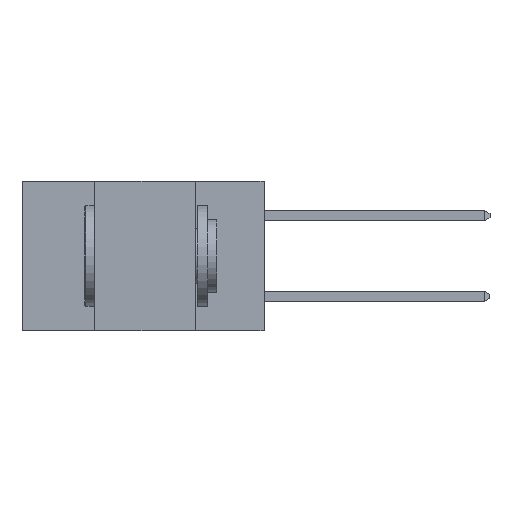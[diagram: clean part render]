
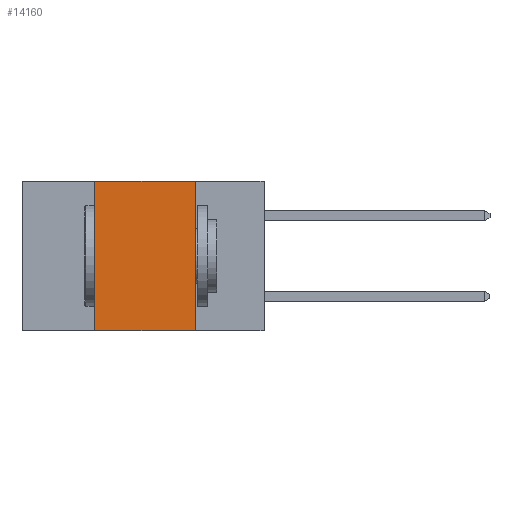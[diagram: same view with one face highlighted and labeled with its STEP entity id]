
A CAD part, left-side view. The second image highlights one B-rep face of the part: STEP entity #14160.
In plain terms, the highlighted planar face has unit normal (-1, 0, 0).
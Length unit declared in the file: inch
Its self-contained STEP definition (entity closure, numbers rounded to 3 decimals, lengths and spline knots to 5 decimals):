
#133 = CARTESIAN_POINT ( 'NONE',  ( 0., 0.42, 0. ) ) ;
#265 = VECTOR ( 'NONE', #9094, 39.37008 ) ;
#2396 = ORIENTED_EDGE ( 'NONE', *, *, #14004, .F. ) ;
#2661 = LINE ( 'NONE', #20586, #11494 ) ;
#2751 = CARTESIAN_POINT ( 'NONE',  ( 0., 0.42, 0. ) ) ;
#4305 = VERTEX_POINT ( 'NONE', #133 ) ;
#5089 = VERTEX_POINT ( 'NONE', #7619 ) ;
#6880 = DIRECTION ( 'NONE',  ( 0., -1., 0. ) ) ;
#7205 = CARTESIAN_POINT ( 'NONE',  ( 0., 0.17, 0. ) ) ;
#7488 = ORIENTED_EDGE ( 'NONE', *, *, #20397, .T. ) ;
#7619 = CARTESIAN_POINT ( 'NONE',  ( 0., 0.17, 0. ) ) ;
#7648 = CARTESIAN_POINT ( 'NONE',  ( 0., 0.6, 0. ) ) ;
#8552 = LINE ( 'NONE', #17828, #13116 ) ;
#9094 = DIRECTION ( 'NONE',  ( 0., 0., -1. ) ) ;
#9271 = EDGE_CURVE ( 'NONE', #4305, #5089, #8552, .T. ) ;
#9345 = DIRECTION ( 'NONE',  ( 0., -1., 0. ) ) ;
#9538 = DIRECTION ( 'NONE',  ( 0., 0., -1. ) ) ;
#9817 = DIRECTION ( 'NONE',  ( 0., 0., 1. ) ) ;
#11494 = VECTOR ( 'NONE', #6880, 39.37008 ) ;
#11495 = VERTEX_POINT ( 'NONE', #18054 ) ;
#12445 = AXIS2_PLACEMENT_3D ( 'NONE', #7648, #19750, #9538 ) ;
#12482 = CARTESIAN_POINT ( 'NONE',  ( 0., 0.17, -0.37 ) ) ;
#12660 = LINE ( 'NONE', #2751, #21151 ) ;
#12774 = VERTEX_POINT ( 'NONE', #12482 ) ;
#12910 = FACE_OUTER_BOUND ( 'NONE', #21099, .T. ) ;
#12996 = EDGE_CURVE ( 'NONE', #11495, #4305, #12660, .T. ) ;
#13116 = VECTOR ( 'NONE', #9345, 39.37008 ) ;
#13352 = ORIENTED_EDGE ( 'NONE', *, *, #12996, .F. ) ;
#14004 = EDGE_CURVE ( 'NONE', #5089, #12774, #19334, .T. ) ;
#14160 = ADVANCED_FACE ( 'NONE', ( #12910 ), #18030, .F. ) ;
#17828 = CARTESIAN_POINT ( 'NONE',  ( 0., 0.6, 0. ) ) ;
#18030 = PLANE ( 'NONE',  #12445 ) ;
#18054 = CARTESIAN_POINT ( 'NONE',  ( 0., 0.42, -0.37 ) ) ;
#19334 = LINE ( 'NONE', #7205, #265 ) ;
#19750 = DIRECTION ( 'NONE',  ( 1., 0., 0. ) ) ;
#20397 = EDGE_CURVE ( 'NONE', #11495, #12774, #2661, .T. ) ;
#20586 = CARTESIAN_POINT ( 'NONE',  ( 0., 0.6, -0.37 ) ) ;
#21099 = EDGE_LOOP ( 'NONE', ( #2396, #21302, #13352, #7488 ) ) ;
#21151 = VECTOR ( 'NONE', #9817, 39.37008 ) ;
#21302 = ORIENTED_EDGE ( 'NONE', *, *, #9271, .F. ) ;
